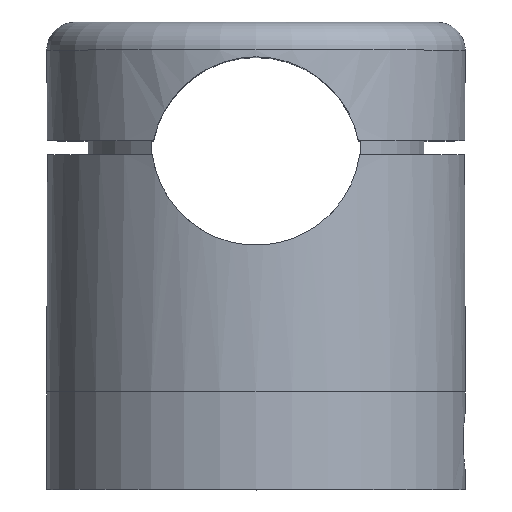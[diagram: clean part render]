
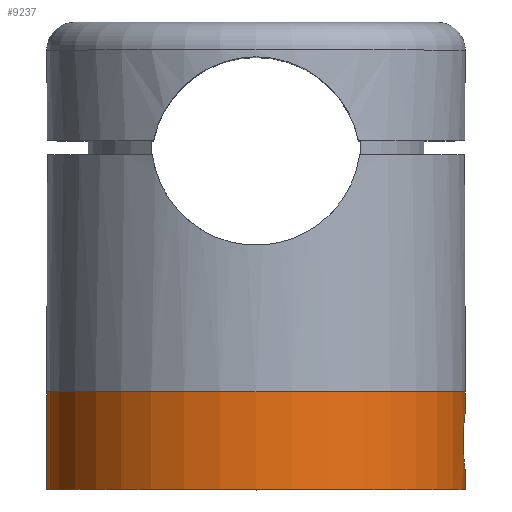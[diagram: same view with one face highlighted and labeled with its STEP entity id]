
A CAD part, top view. The second image highlights one B-rep face of the part: STEP entity #9237.
In plain terms, the highlighted cylindrical face has radius 15 mm (diameter 30 mm), a full revolution.
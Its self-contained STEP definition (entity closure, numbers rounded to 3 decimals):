
#19 = CARTESIAN_POINT ( 'NONE',  ( 0., 0., 0. ) ) ;
#414 = DIRECTION ( 'NONE',  ( 0., 1., 0. ) ) ;
#426 = CARTESIAN_POINT ( 'NONE',  ( 0., 0., 15. ) ) ;
#1048 = CARTESIAN_POINT ( 'NONE',  ( 14.852, 3.5, -2.1 ) ) ;
#1099 = CARTESIAN_POINT ( 'NONE',  ( 15., 5.6, -0.137 ) ) ;
#1156 = CARTESIAN_POINT ( 'NONE',  ( 14.852, 3.5, -2.1 ) ) ;
#1220 = CARTESIAN_POINT ( 'NONE',  ( 14.889, 2.446, 1.821 ) ) ;
#1568 = FACE_OUTER_BOUND ( 'NONE', #9495, .T. ) ;
#2108 = ORIENTED_EDGE ( 'NONE', *, *, #6888, .T. ) ;
#2340 = AXIS2_PLACEMENT_3D ( 'NONE', #9730, #10848, #9501 ) ;
#2397 = CARTESIAN_POINT ( 'NONE',  ( 14.946, 5.171, -1.279 ) ) ;
#2454 = CARTESIAN_POINT ( 'NONE',  ( 14.867, 2.822, 1.992 ) ) ;
#2514 = CARTESIAN_POINT ( 'NONE',  ( 14.946, 1.821, -1.291 ) ) ;
#2572 = CARTESIAN_POINT ( 'NONE',  ( 14.907, 2.218, 1.669 ) ) ;
#2634 = CARTESIAN_POINT ( 'NONE',  ( 14.965, 1.665, -1.057 ) ) ;
#2708 = DIRECTION ( 'NONE',  ( 0., 0., 1. ) ) ;
#3116 = EDGE_LOOP ( 'NONE', ( #2108 ) ) ;
#3443 = ORIENTED_EDGE ( 'NONE', *, *, #13008, .F. ) ;
#3745 = CARTESIAN_POINT ( 'NONE',  ( 14.946, 5.169, 1.282 ) ) ;
#3803 = CARTESIAN_POINT ( 'NONE',  ( 14.917, 2.112, 1.582 ) ) ;
#3860 = CARTESIAN_POINT ( 'NONE',  ( 14.852, 3.773, 2.1 ) ) ;
#3922 = CARTESIAN_POINT ( 'NONE',  ( 14.936, 5.083, -1.387 ) ) ;
#3985 = CARTESIAN_POINT ( 'NONE',  ( 14.985, 1.507, 0.676 ) ) ;
#4222 = DIRECTION ( 'NONE',  ( 0., 0., 1. ) ) ;
#4710 = VERTEX_POINT ( 'NONE', #5722 ) ;
#5137 = CARTESIAN_POINT ( 'NONE',  ( 14.998, 1.414, 0.275 ) ) ;
#5155 = EDGE_LOOP ( 'NONE', ( #11440 ) ) ;
#5258 = CARTESIAN_POINT ( 'NONE',  ( 14.86, 4.054, -2.044 ) ) ;
#5315 = CARTESIAN_POINT ( 'NONE',  ( 14.86, 4.05, 2.045 ) ) ;
#5522 = CIRCLE ( 'NONE', #11037, 15. ) ;
#5722 = CARTESIAN_POINT ( 'NONE',  ( 14.852, 3.5, -2.1 ) ) ;
#6406 = CARTESIAN_POINT ( 'NONE',  ( 15., 1.4, -0.275 ) ) ;
#6466 = CARTESIAN_POINT ( 'NONE',  ( 14.998, 5.586, 0.277 ) ) ;
#6515 = CARTESIAN_POINT ( 'NONE',  ( 14.867, 2.822, -1.992 ) ) ;
#6576 = CARTESIAN_POINT ( 'NONE',  ( 14.854, 3.225, -2.086 ) ) ;
#6637 = CARTESIAN_POINT ( 'NONE',  ( 14.991, 5.532, 0.546 ) ) ;
#6888 = EDGE_CURVE ( 'NONE', #4710, #4710, #14510, .T. ) ;
#7678 = CARTESIAN_POINT ( 'NONE',  ( 15., 5.6, 0.141 ) ) ;
#7739 = CARTESIAN_POINT ( 'NONE',  ( 14.971, 5.386, 0.933 ) ) ;
#7794 = CARTESIAN_POINT ( 'NONE',  ( 14.972, 5.388, -0.93 ) ) ;
#7857 = CARTESIAN_POINT ( 'NONE',  ( 14.881, 4.429, 1.888 ) ) ;
#7919 = CARTESIAN_POINT ( 'NONE',  ( 14.917, 2.112, -1.582 ) ) ;
#8849 = CYLINDRICAL_SURFACE ( 'NONE', #2340, 15. ) ;
#9082 = CARTESIAN_POINT ( 'NONE',  ( 14.889, 2.448, -1.822 ) ) ;
#9141 = CARTESIAN_POINT ( 'NONE',  ( 14.888, 4.559, -1.834 ) ) ;
#9176 = EDGE_CURVE ( 'NONE', #10112, #10112, #5522, .T. ) ;
#9201 = CARTESIAN_POINT ( 'NONE',  ( 14.907, 4.781, 1.67 ) ) ;
#9237 = ADVANCED_FACE ( 'NONE', ( #15517, #1568, #15303 ), #8849, .T. ) ;
#9261 = CARTESIAN_POINT ( 'NONE',  ( 14.992, 1.455, -0.552 ) ) ;
#9331 = DIRECTION ( 'NONE',  ( 0., 1., 0. ) ) ;
#9495 = EDGE_LOOP ( 'NONE', ( #3443 ) ) ;
#9501 = DIRECTION ( 'NONE',  ( 0., 0., -1. ) ) ;
#9730 = CARTESIAN_POINT ( 'NONE',  ( 0., 7., 0. ) ) ;
#10112 = VERTEX_POINT ( 'NONE', #426 ) ;
#10438 = CARTESIAN_POINT ( 'NONE',  ( 14.998, 5.587, -0.274 ) ) ;
#10547 = CARTESIAN_POINT ( 'NONE',  ( 14.964, 5.323, -1.051 ) ) ;
#10605 = CARTESIAN_POINT ( 'NONE',  ( 14.862, 2.956, -2.033 ) ) ;
#10848 = DIRECTION ( 'NONE',  ( 0., -1., 0. ) ) ;
#11037 = AXIS2_PLACEMENT_3D ( 'NONE', #19, #9331, #2708 ) ;
#11173 = CIRCLE ( 'NONE', #17068, 15. ) ;
#11440 = ORIENTED_EDGE ( 'NONE', *, *, #9176, .T. ) ;
#11799 = CARTESIAN_POINT ( 'NONE',  ( 14.854, 3.223, 2.086 ) ) ;
#11863 = CARTESIAN_POINT ( 'NONE',  ( 14.907, 2.22, -1.67 ) ) ;
#11917 = CARTESIAN_POINT ( 'NONE',  ( 14.972, 1.612, 0.93 ) ) ;
#12152 = CARTESIAN_POINT ( 'NONE',  ( 0., 7., 0. ) ) ;
#13008 = EDGE_CURVE ( 'NONE', #17168, #17168, #11173, .T. ) ;
#13022 = CARTESIAN_POINT ( 'NONE',  ( 14.852, 3.361, -2.1 ) ) ;
#13084 = CARTESIAN_POINT ( 'NONE',  ( 14.881, 2.568, 1.887 ) ) ;
#13147 = CARTESIAN_POINT ( 'NONE',  ( 14.917, 4.887, 1.583 ) ) ;
#13205 = CARTESIAN_POINT ( 'NONE',  ( 14.907, 4.793, -1.677 ) ) ;
#13260 = CARTESIAN_POINT ( 'NONE',  ( 14.862, 2.953, 2.032 ) ) ;
#14392 = CARTESIAN_POINT ( 'NONE',  ( 14.991, 1.467, 0.545 ) ) ;
#14444 = CARTESIAN_POINT ( 'NONE',  ( 14.889, 4.552, 1.823 ) ) ;
#14499 = CARTESIAN_POINT ( 'NONE',  ( 15., 1.4, 0.136 ) ) ;
#14510 = B_SPLINE_CURVE_WITH_KNOTS ( 'NONE', 3,
 ( #1048, #13022, #6576, #10605, #6515, #17057, #9082, #11863, #7919, #2514, #2634, #9261, #6406, #14499, #5137, #14392, #3985, #11917, #17114, #17229, #15847, #3803, #2572, #1220, #13084, #2454, #13260, #11799, #14558, #3860, #5315, #7857, #14444, #9201, #13147, #15725, #3745, #15909, #7739, #14620, #6637, #6466, #7678, #1099, #10438, #15787, #17166, #7794, #10547, #2397, #3922, #13205, #9141, #5258, #17002, #1156 ),
 .UNSPECIFIED., .T., .F.,
 ( 4, 2, 2, 2, 2, 2, 2, 2, 2, 2, 2, 2, 2, 2, 2, 2, 2, 2, 2, 2, 2, 2, 2, 2, 2, 2, 2, 4 ),
 ( 0., 0., 0.001, 0.001, 0.002, 0.002, 0.003, 0.004, 0.004, 0.005, 0.005, 0.005, 0.006, 0.006, 0.007, 0.007, 0.008, 0.008, 0.009, 0.009, 0.009, 0.01, 0.01, 0.011, 0.011, 0.012, 0.012, 0.013 ),
 .UNSPECIFIED. ) ;
#14558 = CARTESIAN_POINT ( 'NONE',  ( 14.852, 3.362, 2.1 ) ) ;
#14620 = CARTESIAN_POINT ( 'NONE',  ( 14.985, 5.492, 0.679 ) ) ;
#15303 = FACE_OUTER_BOUND ( 'NONE', #5155, .T. ) ;
#15517 = FACE_BOUND ( 'NONE', #3116, .T. ) ;
#15725 = CARTESIAN_POINT ( 'NONE',  ( 14.936, 5.08, 1.39 ) ) ;
#15787 = CARTESIAN_POINT ( 'NONE',  ( 14.991, 5.533, -0.542 ) ) ;
#15847 = CARTESIAN_POINT ( 'NONE',  ( 14.936, 1.917, 1.386 ) ) ;
#15909 = CARTESIAN_POINT ( 'NONE',  ( 14.963, 5.322, 1.054 ) ) ;
#16609 = CARTESIAN_POINT ( 'NONE',  ( 0., 7., 15. ) ) ;
#17002 = CARTESIAN_POINT ( 'NONE',  ( 14.852, 3.778, -2.1 ) ) ;
#17057 = CARTESIAN_POINT ( 'NONE',  ( 14.881, 2.568, -1.887 ) ) ;
#17068 = AXIS2_PLACEMENT_3D ( 'NONE', #12152, #414, #4222 ) ;
#17114 = CARTESIAN_POINT ( 'NONE',  ( 14.963, 1.678, 1.053 ) ) ;
#17166 = CARTESIAN_POINT ( 'NONE',  ( 14.985, 5.493, -0.676 ) ) ;
#17168 = VERTEX_POINT ( 'NONE', #16609 ) ;
#17229 = CARTESIAN_POINT ( 'NONE',  ( 14.946, 1.83, 1.28 ) ) ;
